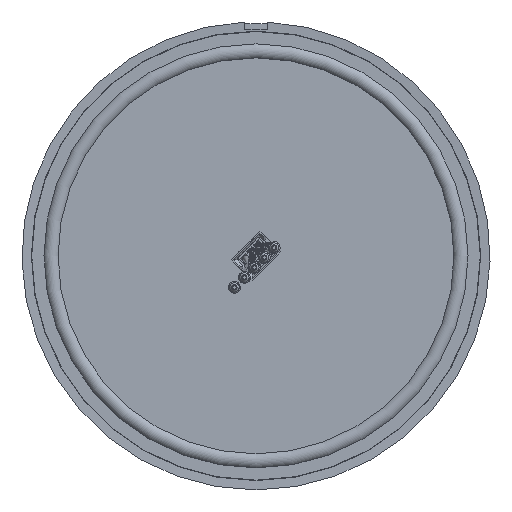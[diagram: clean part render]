
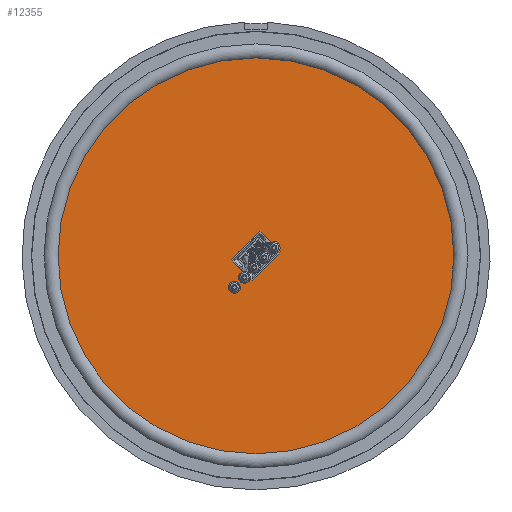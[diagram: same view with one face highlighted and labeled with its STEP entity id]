
A CAD part, front view. The second image highlights one B-rep face of the part: STEP entity #12355.
In plain terms, the highlighted planar face has unit normal (0, -1, 0).
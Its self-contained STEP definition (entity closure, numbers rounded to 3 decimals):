
#89 = FACE_BOUND ( 'NONE', #15258, .T. ) ;
#191 = EDGE_CURVE ( 'NONE', #20137, #10120, #12348, .T. ) ;
#940 = ORIENTED_EDGE ( 'NONE', *, *, #25532, .F. ) ;
#1043 = ORIENTED_EDGE ( 'NONE', *, *, #25298, .F. ) ;
#2791 = CARTESIAN_POINT ( 'NONE',  ( -0.455, 9.823, 103.424 ) ) ;
#2864 = DIRECTION ( 'NONE',  ( 0.707, 0., 0.707 ) ) ;
#3016 = VECTOR ( 'NONE', #14248, 1000. ) ;
#3086 = ORIENTED_EDGE ( 'NONE', *, *, #9885, .F. ) ;
#3896 = DIRECTION ( 'NONE',  ( -0.707, 0., -0.707 ) ) ;
#5538 = CARTESIAN_POINT ( 'NONE',  ( 3.434, 9.823, 104.485 ) ) ;
#5963 = PLANE ( 'NONE',  #5968 ) ;
#5968 = AXIS2_PLACEMENT_3D ( 'NONE', #9791, #8202, #14271 ) ;
#6215 = CARTESIAN_POINT ( 'NONE',  ( 7.323, 9.823, 105.545 ) ) ;
#6329 = CARTESIAN_POINT ( 'NONE',  ( 4.494, 9.823, 108.374 ) ) ;
#6530 = CARTESIAN_POINT ( 'NONE',  ( 2.373, 9.823, 100.596 ) ) ;
#7573 = AXIS2_PLACEMENT_3D ( 'NONE', #5538, #13104, #11728 ) ;
#7911 = EDGE_LOOP ( 'NONE', ( #23486 ) ) ;
#8202 = DIRECTION ( 'NONE',  ( 0., 1., 0. ) ) ;
#8864 = EDGE_CURVE ( 'NONE', #23159, #23159, #9688, .T. ) ;
#9688 = CIRCLE ( 'NONE', #7573, 42.2 ) ;
#9734 = VECTOR ( 'NONE', #3896, 1000. ) ;
#9791 = CARTESIAN_POINT ( 'NONE',  ( 32.634, 9.823, 104.485 ) ) ;
#9817 = CARTESIAN_POINT ( 'NONE',  ( 4.494, 9.823, 108.374 ) ) ;
#9885 = EDGE_CURVE ( 'NONE', #20600, #17337, #16150, .T. ) ;
#10120 = VERTEX_POINT ( 'NONE', #23878 ) ;
#10165 = LINE ( 'NONE', #20320, #3016 ) ;
#10441 = DIRECTION ( 'NONE',  ( -0.707, 0., 0.707 ) ) ;
#11684 = CARTESIAN_POINT ( 'NONE',  ( 3.434, 9.823, 62.285 ) ) ;
#11728 = DIRECTION ( 'NONE',  ( 0., 0., -1. ) ) ;
#12348 = LINE ( 'NONE', #6530, #23477 ) ;
#12355 = ADVANCED_FACE ( 'NONE', ( #89, #12432 ), #5963, .F. ) ;
#12432 = FACE_OUTER_BOUND ( 'NONE', #7911, .T. ) ;
#13104 = DIRECTION ( 'NONE',  ( 0., 1., 0. ) ) ;
#14248 = DIRECTION ( 'NONE',  ( 0.707, 0., -0.707 ) ) ;
#14271 = DIRECTION ( 'NONE',  ( 0., 0., 1. ) ) ;
#15258 = EDGE_LOOP ( 'NONE', ( #940, #3086, #1043, #21382 ) ) ;
#16150 = LINE ( 'NONE', #9817, #9734 ) ;
#16431 = VECTOR ( 'NONE', #10441, 1000. ) ;
#17337 = VERTEX_POINT ( 'NONE', #2791 ) ;
#18309 = CARTESIAN_POINT ( 'NONE',  ( 2.373, 9.823, 100.596 ) ) ;
#20137 = VERTEX_POINT ( 'NONE', #18309 ) ;
#20320 = CARTESIAN_POINT ( 'NONE',  ( -0.455, 9.823, 103.424 ) ) ;
#20600 = VERTEX_POINT ( 'NONE', #6329 ) ;
#21382 = ORIENTED_EDGE ( 'NONE', *, *, #191, .F. ) ;
#23159 = VERTEX_POINT ( 'NONE', #11684 ) ;
#23477 = VECTOR ( 'NONE', #2864, 1000. ) ;
#23486 = ORIENTED_EDGE ( 'NONE', *, *, #8864, .F. ) ;
#23878 = CARTESIAN_POINT ( 'NONE',  ( 7.323, 9.823, 105.545 ) ) ;
#24279 = LINE ( 'NONE', #6215, #16431 ) ;
#25298 = EDGE_CURVE ( 'NONE', #10120, #20600, #24279, .T. ) ;
#25532 = EDGE_CURVE ( 'NONE', #17337, #20137, #10165, .T. ) ;
